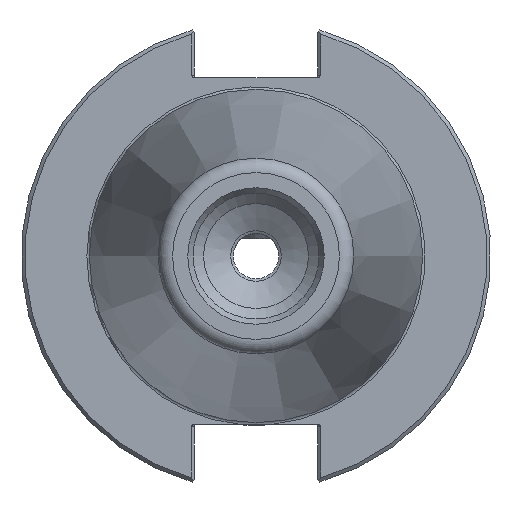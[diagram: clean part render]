
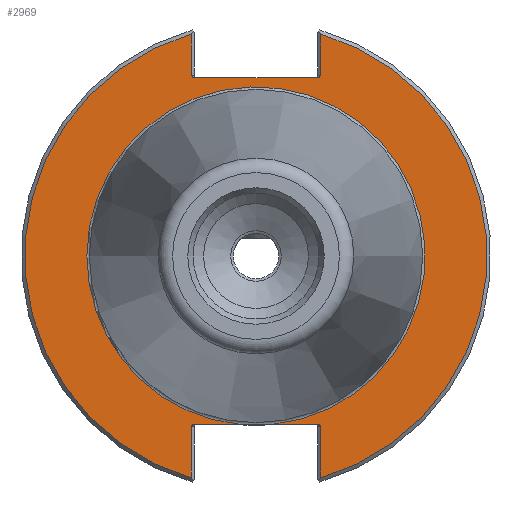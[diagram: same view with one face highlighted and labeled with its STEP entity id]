
A CAD part, left-side view. The second image highlights one B-rep face of the part: STEP entity #2969.
In plain terms, the highlighted planar face has unit normal (-1, 0, 0).
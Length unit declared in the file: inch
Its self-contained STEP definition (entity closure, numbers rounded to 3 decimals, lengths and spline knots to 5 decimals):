
#2324=CARTESIAN_POINT('',(0.125,-0.50422,1.472));
#2325=VERTEX_POINT('',#2324);
#2332=CARTESIAN_POINT('',(0.125,-0.5325,1.492));
#2333=VERTEX_POINT('',#2332);
#2334=CARTESIAN_POINT('',(0.125,-0.50422,1.492));
#2335=DIRECTION('',(-1.0,0.0,0.0));
#2336=DIRECTION('',(0.0,-1.0,0.0));
#2337=AXIS2_PLACEMENT_3D('',#2334,#2335,#2336);
#2338=ELLIPSE('',#2337,0.02828,0.02);
#2339=EDGE_CURVE('',#2325,#2333,#2338,.T.);
#2389=CARTESIAN_POINT('',(0.125,-0.5325,1.83167));
#2390=VERTEX_POINT('',#2389);
#2391=CARTESIAN_POINT('',(0.125,-0.5325,1.492));
#2392=DIRECTION('',(0.0,0.0,1.0));
#2393=VECTOR('',#2392,0.33967);
#2394=LINE('',#2391,#2393);
#2395=EDGE_CURVE('',#2333,#2390,#2394,.T.);
#2478=CARTESIAN_POINT('',(0.125,0.50422,-1.388));
#2479=VERTEX_POINT('',#2478);
#2486=CARTESIAN_POINT('',(0.125,0.5325,-1.408));
#2487=VERTEX_POINT('',#2486);
#2488=CARTESIAN_POINT('',(0.125,0.50422,-1.408));
#2489=DIRECTION('',(-1.0,0.0,0.0));
#2490=DIRECTION('',(0.0,1.0,0.0));
#2491=AXIS2_PLACEMENT_3D('',#2488,#2489,#2490);
#2492=ELLIPSE('',#2491,0.02828,0.02);
#2493=EDGE_CURVE('',#2479,#2487,#2492,.T.);
#2543=CARTESIAN_POINT('',(0.125,0.5325,-1.83167));
#2544=VERTEX_POINT('',#2543);
#2545=CARTESIAN_POINT('',(0.125,0.5325,-1.408));
#2546=DIRECTION('',(0.0,0.0,-1.0));
#2547=VECTOR('',#2546,0.42367);
#2548=LINE('',#2545,#2547);
#2549=EDGE_CURVE('',#2487,#2544,#2548,.T.);
#2574=CARTESIAN_POINT('',(0.125,-0.5325,-1.408));
#2575=VERTEX_POINT('',#2574);
#2576=CARTESIAN_POINT('',(0.125,-0.50422,-1.388));
#2577=VERTEX_POINT('',#2576);
#2578=CARTESIAN_POINT('',(0.125,-0.50422,-1.408));
#2579=DIRECTION('',(-1.0,0.0,0.0));
#2580=DIRECTION('',(0.0,-1.0,0.0));
#2581=AXIS2_PLACEMENT_3D('',#2578,#2579,#2580);
#2582=ELLIPSE('',#2581,0.02828,0.02);
#2583=EDGE_CURVE('',#2575,#2577,#2582,.T.);
#2681=CARTESIAN_POINT('',(0.125,-0.5325,-1.83167));
#2682=VERTEX_POINT('',#2681);
#2689=CARTESIAN_POINT('',(0.125,-0.5325,-1.83167));
#2690=DIRECTION('',(0.0,0.0,1.0));
#2691=VECTOR('',#2690,0.42367);
#2692=LINE('',#2689,#2691);
#2693=EDGE_CURVE('',#2682,#2575,#2692,.T.);
#2735=CARTESIAN_POINT('',(0.125,0.5325,1.492));
#2736=VERTEX_POINT('',#2735);
#2743=CARTESIAN_POINT('',(0.125,0.50422,1.472));
#2744=VERTEX_POINT('',#2743);
#2745=CARTESIAN_POINT('',(0.125,0.50422,1.492));
#2746=DIRECTION('',(-1.0,0.0,0.0));
#2747=DIRECTION('',(0.0,1.0,0.0));
#2748=AXIS2_PLACEMENT_3D('',#2745,#2746,#2747);
#2749=ELLIPSE('',#2748,0.02828,0.02);
#2750=EDGE_CURVE('',#2736,#2744,#2749,.T.);
#2835=CARTESIAN_POINT('',(0.125,0.5325,1.83167));
#2836=VERTEX_POINT('',#2835);
#2843=CARTESIAN_POINT('',(0.125,0.5325,1.83167));
#2844=DIRECTION('',(0.0,0.0,-1.0));
#2845=VECTOR('',#2844,0.33967);
#2846=LINE('',#2843,#2845);
#2847=EDGE_CURVE('',#2836,#2736,#2846,.T.);
#2882=CARTESIAN_POINT('',(0.125,-0.13957,-1.388));
#2883=VERTEX_POINT('',#2882);
#2884=CARTESIAN_POINT('',(0.125,0.13957,-1.388));
#2885=VERTEX_POINT('',#2884);
#2900=CARTESIAN_POINT('',(0.125,0.0,0.0));
#2901=DIRECTION('',(-1.0,0.0,0.0));
#2902=DIRECTION('',(0.0,-1.0,0.0));
#2903=AXIS2_PLACEMENT_3D('',#2900,#2901,#2902);
#2904=CIRCLE('',#2903,1.395);
#2905=EDGE_CURVE('',#2883,#2885,#2904,.T.);
#2921=CARTESIAN_POINT('',(0.125,1.65625,0.0));
#2922=DIRECTION('',(-1.0,0.0,0.0));
#2923=DIRECTION('',(0.0,0.0,1.0));
#2924=AXIS2_PLACEMENT_3D('',#2921,#2922,#2923);
#2925=PLANE('',#2924);
#2926=ORIENTED_EDGE('',*,*,#2905,.F.);
#2927=CARTESIAN_POINT('',(0.125,-0.50422,-1.388));
#2928=DIRECTION('',(0.0,1.0,0.0));
#2929=VECTOR('',#2928,0.36464);
#2930=LINE('',#2927,#2929);
#2931=EDGE_CURVE('',#2577,#2883,#2930,.T.);
#2932=ORIENTED_EDGE('',*,*,#2931,.F.);
#2933=ORIENTED_EDGE('',*,*,#2583,.F.);
#2934=ORIENTED_EDGE('',*,*,#2693,.F.);
#2935=CARTESIAN_POINT('',(0.125,0.0,0.0));
#2936=DIRECTION('',(1.0,0.0,0.0));
#2937=DIRECTION('',(0.0,-1.0,0.0));
#2938=AXIS2_PLACEMENT_3D('',#2935,#2936,#2937);
#2939=CIRCLE('',#2938,1.9075);
#2940=EDGE_CURVE('',#2390,#2682,#2939,.T.);
#2941=ORIENTED_EDGE('',*,*,#2940,.F.);
#2942=ORIENTED_EDGE('',*,*,#2395,.F.);
#2943=ORIENTED_EDGE('',*,*,#2339,.F.);
#2944=CARTESIAN_POINT('',(0.125,0.50422,1.472));
#2945=DIRECTION('',(0.0,-1.0,0.0));
#2946=VECTOR('',#2945,1.00843);
#2947=LINE('',#2944,#2946);
#2948=EDGE_CURVE('',#2744,#2325,#2947,.T.);
#2949=ORIENTED_EDGE('',*,*,#2948,.F.);
#2950=ORIENTED_EDGE('',*,*,#2750,.F.);
#2951=ORIENTED_EDGE('',*,*,#2847,.F.);
#2952=CARTESIAN_POINT('',(0.125,0.0,0.0));
#2953=DIRECTION('',(1.0,0.0,0.0));
#2954=DIRECTION('',(0.0,1.0,0.0));
#2955=AXIS2_PLACEMENT_3D('',#2952,#2953,#2954);
#2956=CIRCLE('',#2955,1.9075);
#2957=EDGE_CURVE('',#2544,#2836,#2956,.T.);
#2958=ORIENTED_EDGE('',*,*,#2957,.F.);
#2959=ORIENTED_EDGE('',*,*,#2549,.F.);
#2960=ORIENTED_EDGE('',*,*,#2493,.F.);
#2961=CARTESIAN_POINT('',(0.125,0.13957,-1.388));
#2962=DIRECTION('',(0.0,1.0,0.0));
#2963=VECTOR('',#2962,0.36464);
#2964=LINE('',#2961,#2963);
#2965=EDGE_CURVE('',#2885,#2479,#2964,.T.);
#2966=ORIENTED_EDGE('',*,*,#2965,.F.);
#2967=EDGE_LOOP('',(#2926,#2932,#2933,#2934,#2941,#2942,#2943,#2949,#2950,#2951,#2958,#2959,#2960,#2966));
#2968=FACE_OUTER_BOUND('',#2967,.T.);
#2969=ADVANCED_FACE('',(#2968),#2925,.T.);
